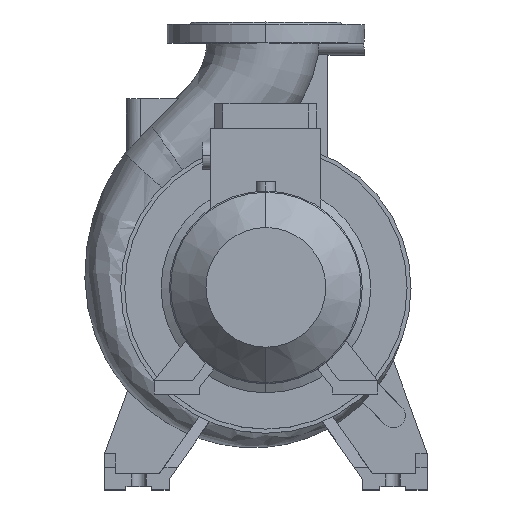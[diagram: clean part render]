
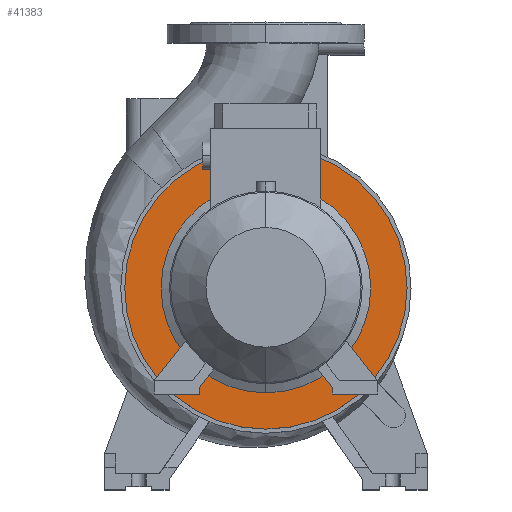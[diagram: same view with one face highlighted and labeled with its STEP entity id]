
A CAD part, top view. The second image highlights one B-rep face of the part: STEP entity #41383.
In plain terms, the highlighted planar face has unit normal (0, 0, 1).
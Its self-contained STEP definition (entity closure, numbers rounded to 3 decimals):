
#2684 = AXIS2_PLACEMENT_3D ( 'NONE', #106768, #41127, #117796 ) ;
#4076 = DIRECTION ( 'NONE',  ( 0., 0., 1. ) ) ;
#6518 = CIRCLE ( 'NONE', #135189, 175. ) ;
#10140 = DIRECTION ( 'NONE',  ( 0., 0., -1. ) ) ;
#22002 = DIRECTION ( 'NONE',  ( 0., 0., -1. ) ) ;
#24631 = EDGE_LOOP ( 'NONE', ( #96652, #128586 ) ) ;
#31657 = AXIS2_PLACEMENT_3D ( 'NONE', #87640, #22002, #98677 ) ;
#31945 = VERTEX_POINT ( 'NONE', #116790 ) ;
#41127 = DIRECTION ( 'NONE',  ( 0., 0., -1. ) ) ;
#41383 = ADVANCED_FACE ( 'NONE', ( #141737, #138313 ), #47700, .T. ) ;
#47700 = PLANE ( 'NONE',  #63530 ) ;
#55016 = EDGE_CURVE ( 'NONE', #31945, #80304, #74334, .T. ) ;
#59911 = DIRECTION ( 'NONE',  ( 0., 0., -1. ) ) ;
#63530 = AXIS2_PLACEMENT_3D ( 'NONE', #91336, #4076, #80784 ) ;
#64544 = VERTEX_POINT ( 'NONE', #109892 ) ;
#69857 = EDGE_CURVE ( 'NONE', #94976, #64544, #72386, .T. ) ;
#72386 = CIRCLE ( 'NONE', #2684, 175. ) ;
#74334 = CIRCLE ( 'NONE', #31657, 130. ) ;
#75792 = CARTESIAN_POINT ( 'NONE',  ( 0., 0., 192. ) ) ;
#77418 = ORIENTED_EDGE ( 'NONE', *, *, #132203, .T. ) ;
#80304 = VERTEX_POINT ( 'NONE', #86421 ) ;
#80784 = DIRECTION ( 'NONE',  ( 0., -1., 0. ) ) ;
#86421 = CARTESIAN_POINT ( 'NONE',  ( 0., -130., 192. ) ) ;
#86805 = DIRECTION ( 'NONE',  ( 0., 1., 0. ) ) ;
#87640 = CARTESIAN_POINT ( 'NONE',  ( 0., 0., 192. ) ) ;
#88572 = EDGE_CURVE ( 'NONE', #64544, #94976, #6518, .T. ) ;
#91336 = CARTESIAN_POINT ( 'NONE',  ( 0., 175., 192. ) ) ;
#94976 = VERTEX_POINT ( 'NONE', #114171 ) ;
#96652 = ORIENTED_EDGE ( 'NONE', *, *, #88572, .F. ) ;
#98677 = DIRECTION ( 'NONE',  ( 0., 1., 0. ) ) ;
#106768 = CARTESIAN_POINT ( 'NONE',  ( 0., 0., 192. ) ) ;
#109892 = CARTESIAN_POINT ( 'NONE',  ( 0., 175., 192. ) ) ;
#114171 = CARTESIAN_POINT ( 'NONE',  ( 0., -175., 192. ) ) ;
#114793 = EDGE_LOOP ( 'NONE', ( #140621, #77418 ) ) ;
#116790 = CARTESIAN_POINT ( 'NONE',  ( 0., 130., 192. ) ) ;
#117796 = DIRECTION ( 'NONE',  ( 0., 1., 0. ) ) ;
#118504 = AXIS2_PLACEMENT_3D ( 'NONE', #75792, #10140, #86805 ) ;
#123092 = CIRCLE ( 'NONE', #118504, 130. ) ;
#125541 = CARTESIAN_POINT ( 'NONE',  ( 0., 0., 192. ) ) ;
#128586 = ORIENTED_EDGE ( 'NONE', *, *, #69857, .F. ) ;
#132203 = EDGE_CURVE ( 'NONE', #80304, #31945, #123092, .T. ) ;
#135189 = AXIS2_PLACEMENT_3D ( 'NONE', #125541, #59911, #136625 ) ;
#136625 = DIRECTION ( 'NONE',  ( 0., 1., 0. ) ) ;
#138313 = FACE_OUTER_BOUND ( 'NONE', #24631, .T. ) ;
#140621 = ORIENTED_EDGE ( 'NONE', *, *, #55016, .T. ) ;
#141737 = FACE_BOUND ( 'NONE', #114793, .T. ) ;
